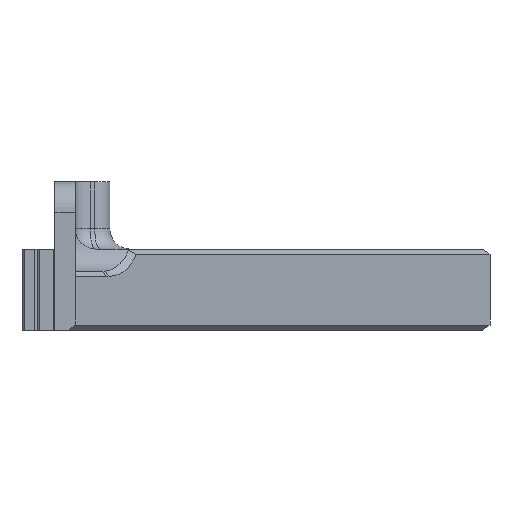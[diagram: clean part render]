
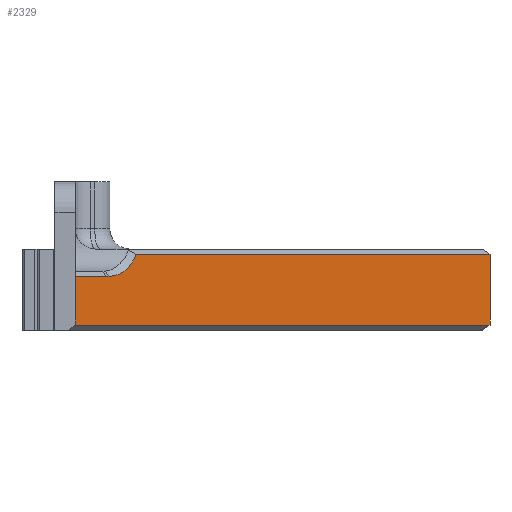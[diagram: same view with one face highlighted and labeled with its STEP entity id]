
A CAD part, left-side view. The second image highlights one B-rep face of the part: STEP entity #2329.
In plain terms, the highlighted planar face has unit normal (-0.643, -0.766, 0).
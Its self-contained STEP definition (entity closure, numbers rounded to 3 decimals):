
#47=B_SPLINE_CURVE_WITH_KNOTS('',3,(#3371,#3372,#3373,#3374,#3375),
 .UNSPECIFIED.,.F.,.F.,(4,1,4),(-1.571,-0.874,-0.367),
 .UNSPECIFIED.);
#48=B_SPLINE_CURVE_WITH_KNOTS('',3,(#3401,#3402,#3403,#3404),
 .UNSPECIFIED.,.F.,.F.,(4,4),(0.567,0.609),
 .UNSPECIFIED.);
#146=FACE_OUTER_BOUND('',#279,.T.);
#279=EDGE_LOOP('',(#1617,#1618,#1619,#1620,#1621,#1622,#1623));
#440=LINE('',#3272,#708);
#467=LINE('',#3329,#735);
#472=LINE('',#3381,#740);
#478=LINE('',#3416,#746);
#479=LINE('',#3417,#747);
#708=VECTOR('',#2677,10.);
#735=VECTOR('',#2712,10.);
#740=VECTOR('',#2721,10.);
#746=VECTOR('',#2731,10.);
#747=VECTOR('',#2732,10.);
#976=VERTEX_POINT('',#3265);
#979=VERTEX_POINT('',#3270);
#1004=VERTEX_POINT('',#3327);
#1005=VERTEX_POINT('',#3328);
#1010=VERTEX_POINT('',#3369);
#1011=VERTEX_POINT('',#3377);
#1013=VERTEX_POINT('',#3380);
#1205=EDGE_CURVE('',#979,#976,#440,.T.);
#1233=EDGE_CURVE('',#1004,#1005,#467,.T.);
#1240=EDGE_CURVE('',#1010,#1004,#47,.T.);
#1242=EDGE_CURVE('',#1011,#1013,#472,.T.);
#1245=EDGE_CURVE('',#1013,#1010,#48,.T.);
#1250=EDGE_CURVE('',#1005,#979,#478,.T.);
#1251=EDGE_CURVE('',#976,#1011,#479,.T.);
#1617=ORIENTED_EDGE('',*,*,#1205,.F.);
#1618=ORIENTED_EDGE('',*,*,#1250,.F.);
#1619=ORIENTED_EDGE('',*,*,#1233,.F.);
#1620=ORIENTED_EDGE('',*,*,#1240,.F.);
#1621=ORIENTED_EDGE('',*,*,#1245,.F.);
#1622=ORIENTED_EDGE('',*,*,#1242,.F.);
#1623=ORIENTED_EDGE('',*,*,#1251,.F.);
#2236=PLANE('',#2492);
#2329=ADVANCED_FACE('',(#146),#2236,.T.);
#2492=AXIS2_PLACEMENT_3D('',#3415,#2729,#2730);
#2677=DIRECTION('',(-0.766,0.643,0.));
#2712=DIRECTION('',(0.766,-0.643,0.));
#2721=DIRECTION('',(0.766,-0.643,0.));
#2729=DIRECTION('center_axis',(-0.643,-0.766,0.));
#2730=DIRECTION('ref_axis',(0.766,-0.643,0.));
#2731=DIRECTION('',(0.,0.,-1.));
#2732=DIRECTION('',(0.,0.,1.));
#3265=CARTESIAN_POINT('',(-63.016,-5.538,0.862));
#3270=CARTESIAN_POINT('',(-14.261,-46.448,0.862));
#3272=CARTESIAN_POINT('',(-50.169,-16.317,0.862));
#3327=CARTESIAN_POINT('',(-55.873,-11.531,7.862));
#3328=CARTESIAN_POINT('',(-14.261,-46.448,7.862));
#3329=CARTESIAN_POINT('',(-60.818,-7.382,7.862));
#3369=CARTESIAN_POINT('',(-59.016,-8.894,5.662));
#3371=CARTESIAN_POINT('Ctrl Pts',(-59.016,-8.894,5.662));
#3372=CARTESIAN_POINT('Ctrl Pts',(-58.251,-9.536,5.662));
#3373=CARTESIAN_POINT('Ctrl Pts',(-56.932,-10.642,6.134));
#3374=CARTESIAN_POINT('Ctrl Pts',(-56.09,-11.349,7.298));
#3375=CARTESIAN_POINT('Ctrl Pts',(-55.873,-11.531,7.862));
#3377=CARTESIAN_POINT('',(-63.016,-5.538,5.662));
#3380=CARTESIAN_POINT('',(-59.337,-8.624,5.662));
#3381=CARTESIAN_POINT('',(-63.681,-4.98,5.662));
#3401=CARTESIAN_POINT('Ctrl Pts',(-59.337,-8.624,5.662));
#3402=CARTESIAN_POINT('Ctrl Pts',(-59.23,-8.714,5.662));
#3403=CARTESIAN_POINT('Ctrl Pts',(-59.123,-8.804,5.662));
#3404=CARTESIAN_POINT('Ctrl Pts',(-59.016,-8.894,5.662));
#3415=CARTESIAN_POINT('Origin',(-63.016,-5.538,0.362));
#3416=CARTESIAN_POINT('',(-14.261,-46.448,8.362));
#3417=CARTESIAN_POINT('',(-63.016,-5.538,5.312));
